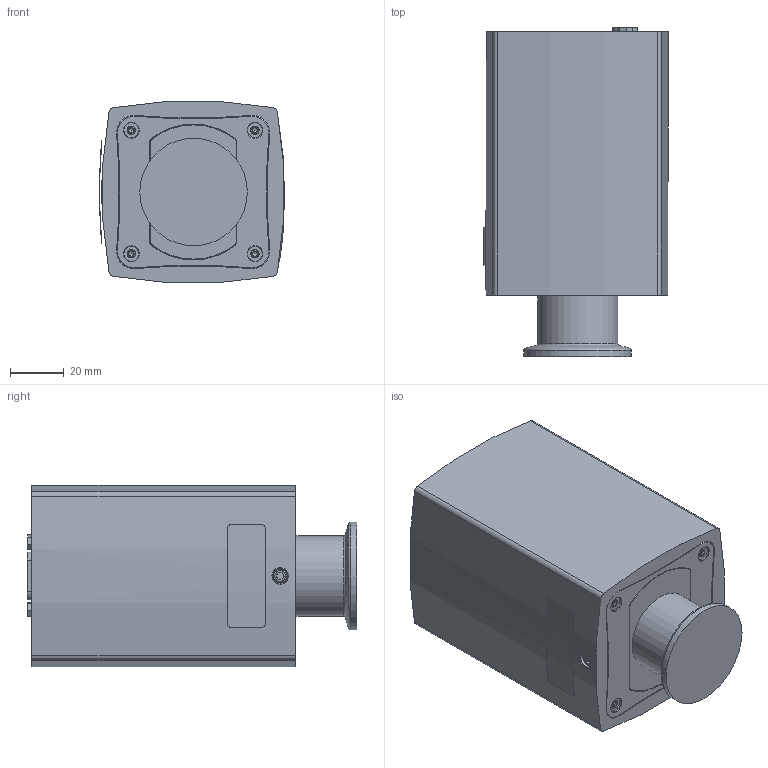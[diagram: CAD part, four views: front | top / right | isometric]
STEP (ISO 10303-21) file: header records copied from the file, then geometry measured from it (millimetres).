
FILE_DESCRIPTION(/* description */ (''),/* implementation_level */ '2;1');
FILE_NAME(/* name */ 'Stepfile fr Augent Profinet.stp',/* time_stamp */ '2024-12-04T08:41:42+01:00',/* author */ ('mich010'),/* organization */ (''),/* preprocessor_version */ 'ST-DEVELOPER v19.2',/* originating_system */ 'Autodesk Inventor 2023',/* authorisation */ '');
FILE_SCHEMA (('AUTOMOTIVE_DESIGN { 1 0 10303 214 3 1 1 }'));
Length unit declared in the file: millimetre
Products named in the file (1): Bauteil3
Bounding box: 68.77 x 122.64 x 67.42 mm (x, y, z)
Volume: 440426.9 mm3; surface area: 49753.2 mm2
Topology: 6 solids, 37 shells, 2050 faces, 5695 edges, 3727 vertices
Faces by surface type: plane 1106, cylinder 571, bspline 175, cone 114, torus 50, sphere 34
Full cylindrical faces by diameter (mm): 1.2 x1, 1.35 x1, 2.05 x8, 2.156 x2, 2.5 x16, 2.6 x1, 2.692 x4, 2.7 x8, 2.8 x2, 2.9 x4, 3 x2, 3.1 x12, 3.4 x1, 4 x2, 5 x4, 5.4 x2, 5.5 x7, 6.3 x2, 29.8 x1, 40 x1
Entity records: 84944 total; most frequent: CARTESIAN_POINT 30532, ORIENTED_EDGE 11333, DIRECTION 10343, EDGE_CURVE 5679, VERTEX_POINT 3726, AXIS2_PLACEMENT_3D 3454, LINE 3435, VECTOR 3435
